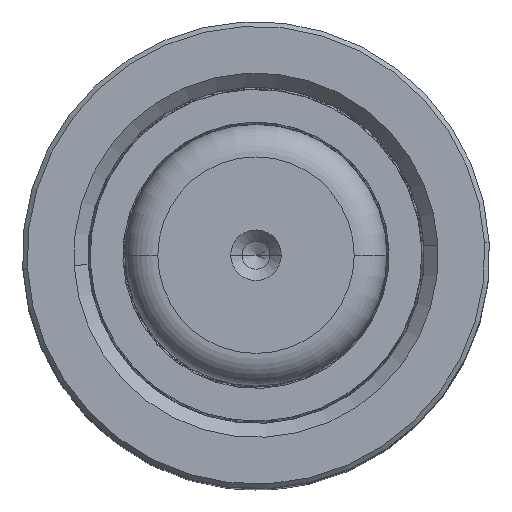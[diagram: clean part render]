
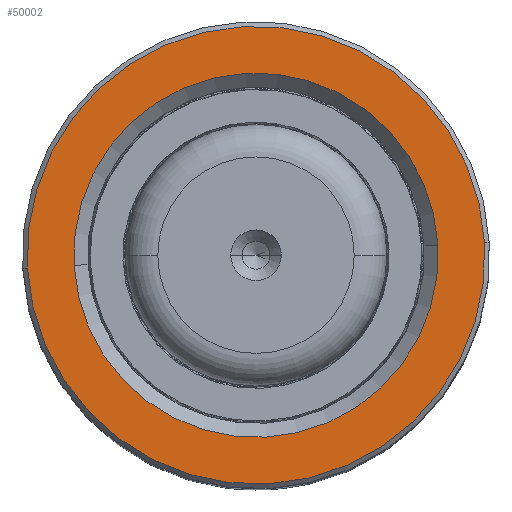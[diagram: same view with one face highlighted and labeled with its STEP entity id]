
A CAD part, top view. The second image highlights one B-rep face of the part: STEP entity #50002.
In plain terms, the highlighted planar face has unit normal (0, 0, 1).
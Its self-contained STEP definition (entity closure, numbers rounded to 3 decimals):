
#149 = VERTEX_POINT ( 'NONE', #12612 ) ;
#222 = DIRECTION ( 'NONE',  ( 0., 0., -1. ) ) ;
#1105 = DIRECTION ( 'NONE',  ( 0., 0., 1. ) ) ;
#1240 = CARTESIAN_POINT ( 'NONE',  ( -19.5, 0., 90. ) ) ;
#3991 = DIRECTION ( 'NONE',  ( 1., 0., 0. ) ) ;
#4573 = CARTESIAN_POINT ( 'NONE',  ( 0., 0., 90. ) ) ;
#4889 = FACE_OUTER_BOUND ( 'NONE', #52886, .T. ) ;
#5382 = ORIENTED_EDGE ( 'NONE', *, *, #29126, .T. ) ;
#6280 = CIRCLE ( 'NONE', #30309, 24.5 ) ;
#8310 = EDGE_CURVE ( 'NONE', #29669, #149, #40899, .T. ) ;
#8617 = DIRECTION ( 'NONE',  ( 0., 0., 1. ) ) ;
#10165 = ORIENTED_EDGE ( 'NONE', *, *, #20215, .T. ) ;
#11277 = EDGE_LOOP ( 'NONE', ( #51986, #26156 ) ) ;
#12612 = CARTESIAN_POINT ( 'NONE',  ( 19.5, 0., 90. ) ) ;
#15292 = EDGE_CURVE ( 'NONE', #149, #29669, #16045, .T. ) ;
#16045 = CIRCLE ( 'NONE', #49561, 19.5 ) ;
#17457 = CARTESIAN_POINT ( 'NONE',  ( 0., 0., 90. ) ) ;
#18102 = CIRCLE ( 'NONE', #50769, 24.5 ) ;
#18562 = AXIS2_PLACEMENT_3D ( 'NONE', #17457, #222, #3991 ) ;
#19275 = VERTEX_POINT ( 'NONE', #19462 ) ;
#19462 = CARTESIAN_POINT ( 'NONE',  ( -24.5, 0., 90. ) ) ;
#20215 = EDGE_CURVE ( 'NONE', #19275, #28748, #18102, .T. ) ;
#25859 = DIRECTION ( 'NONE',  ( 1., 0., 0. ) ) ;
#26156 = ORIENTED_EDGE ( 'NONE', *, *, #8310, .T. ) ;
#26395 = CARTESIAN_POINT ( 'NONE',  ( 0., 0., 90. ) ) ;
#28748 = VERTEX_POINT ( 'NONE', #34408 ) ;
#29126 = EDGE_CURVE ( 'NONE', #28748, #19275, #6280, .T. ) ;
#29669 = VERTEX_POINT ( 'NONE', #1240 ) ;
#29888 = FACE_BOUND ( 'NONE', #11277, .T. ) ;
#30309 = AXIS2_PLACEMENT_3D ( 'NONE', #26395, #38274, #25859 ) ;
#34408 = CARTESIAN_POINT ( 'NONE',  ( 24.5, 0., 90. ) ) ;
#37739 = CARTESIAN_POINT ( 'NONE',  ( 0., 0., 90. ) ) ;
#37962 = CARTESIAN_POINT ( 'NONE',  ( 0., 0., 90. ) ) ;
#38274 = DIRECTION ( 'NONE',  ( 0., 0., 1. ) ) ;
#40899 = CIRCLE ( 'NONE', #18562, 19.5 ) ;
#41772 = DIRECTION ( 'NONE',  ( 1., 0., 0. ) ) ;
#43010 = AXIS2_PLACEMENT_3D ( 'NONE', #37739, #1105, #41772 ) ;
#46317 = DIRECTION ( 'NONE',  ( 1., 0., 0. ) ) ;
#49561 = AXIS2_PLACEMENT_3D ( 'NONE', #37962, #50352, #46317 ) ;
#50002 = ADVANCED_FACE ( 'NONE', ( #4889, #29888 ), #50650, .T. ) ;
#50347 = DIRECTION ( 'NONE',  ( 1., 0., 0. ) ) ;
#50352 = DIRECTION ( 'NONE',  ( 0., 0., -1. ) ) ;
#50650 = PLANE ( 'NONE',  #43010 ) ;
#50769 = AXIS2_PLACEMENT_3D ( 'NONE', #4573, #8617, #50347 ) ;
#51986 = ORIENTED_EDGE ( 'NONE', *, *, #15292, .T. ) ;
#52886 = EDGE_LOOP ( 'NONE', ( #10165, #5382 ) ) ;
